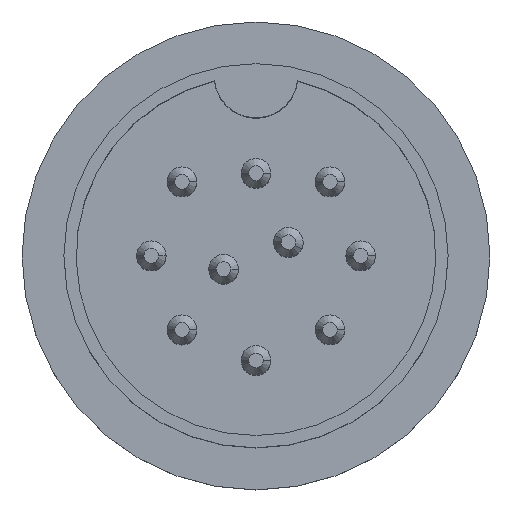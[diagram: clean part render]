
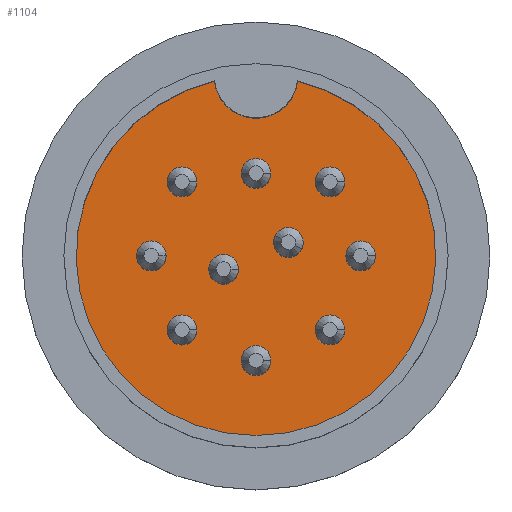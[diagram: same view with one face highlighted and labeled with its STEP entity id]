
A CAD part, top view. The second image highlights one B-rep face of the part: STEP entity #1104.
In plain terms, the highlighted planar face has unit normal (0, 0, 1).
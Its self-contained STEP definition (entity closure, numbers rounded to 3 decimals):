
#901=CARTESIAN_POINT('Axis2P3D Location',(0.,0.,0.)) ;
#906=CARTESIAN_POINT('Axis2P3D Location',(0.,7.3,0.)) ;
#910=CARTESIAN_POINT('Vertex',(1.688,7.102,0.)) ;
#912=CARTESIAN_POINT('Vertex',(-1.688,7.102,0.)) ;
#915=CARTESIAN_POINT('Axis2P3D Location',(0.,0.,0.)) ;
#924=CARTESIAN_POINT('Axis2P3D Location',(3.005,3.005,0.)) ;
#928=CARTESIAN_POINT('Vertex',(2.405,3.005,0.)) ;
#930=CARTESIAN_POINT('Vertex',(3.605,3.005,0.)) ;
#933=CARTESIAN_POINT('Axis2P3D Location',(3.005,3.005,0.)) ;
#942=CARTESIAN_POINT('Axis2P3D Location',(4.25,0.,0.)) ;
#946=CARTESIAN_POINT('Vertex',(3.65,0.,0.)) ;
#948=CARTESIAN_POINT('Vertex',(4.85,0.,0.)) ;
#951=CARTESIAN_POINT('Axis2P3D Location',(4.25,0.,0.)) ;
#960=CARTESIAN_POINT('Axis2P3D Location',(3.005,-3.005,0.)) ;
#964=CARTESIAN_POINT('Vertex',(2.405,-2.998,0.)) ;
#966=CARTESIAN_POINT('Vertex',(3.605,-3.012,0.)) ;
#969=CARTESIAN_POINT('Axis2P3D Location',(3.005,-3.005,0.)) ;
#978=CARTESIAN_POINT('Axis2P3D Location',(0.,-4.25,0.)) ;
#982=CARTESIAN_POINT('Vertex',(-0.6,-4.25,0.)) ;
#984=CARTESIAN_POINT('Vertex',(0.6,-4.25,0.)) ;
#987=CARTESIAN_POINT('Axis2P3D Location',(0.,-4.25,0.)) ;
#996=CARTESIAN_POINT('Axis2P3D Location',(-3.005,-3.005,0.)) ;
#1000=CARTESIAN_POINT('Vertex',(-3.605,-3.005,0.)) ;
#1002=CARTESIAN_POINT('Vertex',(-2.405,-3.005,0.)) ;
#1005=CARTESIAN_POINT('Axis2P3D Location',(-3.005,-3.005,0.)) ;
#1014=CARTESIAN_POINT('Axis2P3D Location',(-1.317,-0.545,0.)) ;
#1018=CARTESIAN_POINT('Vertex',(-1.917,-0.545,0.)) ;
#1020=CARTESIAN_POINT('Vertex',(-0.717,-0.545,0.)) ;
#1023=CARTESIAN_POINT('Axis2P3D Location',(-1.317,-0.545,0.)) ;
#1032=CARTESIAN_POINT('Axis2P3D Location',(1.317,0.545,0.)) ;
#1036=CARTESIAN_POINT('Vertex',(0.78,0.813,0.)) ;
#1038=CARTESIAN_POINT('Vertex',(1.854,0.278,0.)) ;
#1041=CARTESIAN_POINT('Axis2P3D Location',(1.317,0.545,0.)) ;
#1050=CARTESIAN_POINT('Axis2P3D Location',(0.,3.35,0.)) ;
#1054=CARTESIAN_POINT('Vertex',(-0.6,3.35,0.)) ;
#1056=CARTESIAN_POINT('Vertex',(0.6,3.35,0.)) ;
#1059=CARTESIAN_POINT('Axis2P3D Location',(0.,3.35,0.)) ;
#1068=CARTESIAN_POINT('Axis2P3D Location',(-3.005,3.005,0.)) ;
#1072=CARTESIAN_POINT('Vertex',(-3.605,3.005,0.)) ;
#1074=CARTESIAN_POINT('Vertex',(-2.405,3.005,0.)) ;
#1077=CARTESIAN_POINT('Axis2P3D Location',(-3.005,3.005,0.)) ;
#1086=CARTESIAN_POINT('Axis2P3D Location',(-4.25,0.,0.)) ;
#1090=CARTESIAN_POINT('Vertex',(-4.85,0.,0.)) ;
#1092=CARTESIAN_POINT('Vertex',(-3.65,0.,0.)) ;
#1095=CARTESIAN_POINT('Axis2P3D Location',(-4.25,0.,0.)) ;
#902=DIRECTION('Axis2P3D Direction',(0.,0.,1.)) ;
#903=DIRECTION('Axis2P3D XDirection',(1.,0.,0.)) ;
#907=DIRECTION('Axis2P3D Direction',(0.,0.,1.)) ;
#916=DIRECTION('Axis2P3D Direction',(0.,0.,1.)) ;
#925=DIRECTION('Axis2P3D Direction',(0.,0.,1.)) ;
#934=DIRECTION('Axis2P3D Direction',(0.,0.,1.)) ;
#943=DIRECTION('Axis2P3D Direction',(0.,0.,1.)) ;
#952=DIRECTION('Axis2P3D Direction',(0.,0.,1.)) ;
#961=DIRECTION('Axis2P3D Direction',(0.,0.,1.)) ;
#970=DIRECTION('Axis2P3D Direction',(0.,0.,1.)) ;
#979=DIRECTION('Axis2P3D Direction',(0.,0.,1.)) ;
#988=DIRECTION('Axis2P3D Direction',(0.,0.,1.)) ;
#997=DIRECTION('Axis2P3D Direction',(0.,0.,1.)) ;
#1006=DIRECTION('Axis2P3D Direction',(0.,0.,1.)) ;
#1015=DIRECTION('Axis2P3D Direction',(0.,0.,1.)) ;
#1024=DIRECTION('Axis2P3D Direction',(0.,0.,1.)) ;
#1033=DIRECTION('Axis2P3D Direction',(0.,0.,1.)) ;
#1042=DIRECTION('Axis2P3D Direction',(0.,0.,1.)) ;
#1051=DIRECTION('Axis2P3D Direction',(0.,0.,1.)) ;
#1060=DIRECTION('Axis2P3D Direction',(0.,0.,1.)) ;
#1069=DIRECTION('Axis2P3D Direction',(0.,0.,1.)) ;
#1078=DIRECTION('Axis2P3D Direction',(0.,0.,1.)) ;
#1087=DIRECTION('Axis2P3D Direction',(0.,0.,1.)) ;
#1096=DIRECTION('Axis2P3D Direction',(0.,0.,1.)) ;
#904=AXIS2_PLACEMENT_3D('Plane Axis2P3D',#901,#902,#903) ;
#908=AXIS2_PLACEMENT_3D('Circle Axis2P3D',#906,#907,$) ;
#917=AXIS2_PLACEMENT_3D('Circle Axis2P3D',#915,#916,$) ;
#926=AXIS2_PLACEMENT_3D('Circle Axis2P3D',#924,#925,$) ;
#935=AXIS2_PLACEMENT_3D('Circle Axis2P3D',#933,#934,$) ;
#944=AXIS2_PLACEMENT_3D('Circle Axis2P3D',#942,#943,$) ;
#953=AXIS2_PLACEMENT_3D('Circle Axis2P3D',#951,#952,$) ;
#962=AXIS2_PLACEMENT_3D('Circle Axis2P3D',#960,#961,$) ;
#971=AXIS2_PLACEMENT_3D('Circle Axis2P3D',#969,#970,$) ;
#980=AXIS2_PLACEMENT_3D('Circle Axis2P3D',#978,#979,$) ;
#989=AXIS2_PLACEMENT_3D('Circle Axis2P3D',#987,#988,$) ;
#998=AXIS2_PLACEMENT_3D('Circle Axis2P3D',#996,#997,$) ;
#1007=AXIS2_PLACEMENT_3D('Circle Axis2P3D',#1005,#1006,$) ;
#1016=AXIS2_PLACEMENT_3D('Circle Axis2P3D',#1014,#1015,$) ;
#1025=AXIS2_PLACEMENT_3D('Circle Axis2P3D',#1023,#1024,$) ;
#1034=AXIS2_PLACEMENT_3D('Circle Axis2P3D',#1032,#1033,$) ;
#1043=AXIS2_PLACEMENT_3D('Circle Axis2P3D',#1041,#1042,$) ;
#1052=AXIS2_PLACEMENT_3D('Circle Axis2P3D',#1050,#1051,$) ;
#1061=AXIS2_PLACEMENT_3D('Circle Axis2P3D',#1059,#1060,$) ;
#1070=AXIS2_PLACEMENT_3D('Circle Axis2P3D',#1068,#1069,$) ;
#1079=AXIS2_PLACEMENT_3D('Circle Axis2P3D',#1077,#1078,$) ;
#1088=AXIS2_PLACEMENT_3D('Circle Axis2P3D',#1086,#1087,$) ;
#1097=AXIS2_PLACEMENT_3D('Circle Axis2P3D',#1095,#1096,$) ;
#921=ORIENTED_EDGE('',*,*,#914,.T.) ;
#922=ORIENTED_EDGE('',*,*,#919,.T.) ;
#939=ORIENTED_EDGE('',*,*,#932,.F.) ;
#940=ORIENTED_EDGE('',*,*,#937,.F.) ;
#957=ORIENTED_EDGE('',*,*,#950,.F.) ;
#958=ORIENTED_EDGE('',*,*,#955,.F.) ;
#975=ORIENTED_EDGE('',*,*,#968,.F.) ;
#976=ORIENTED_EDGE('',*,*,#973,.F.) ;
#993=ORIENTED_EDGE('',*,*,#986,.F.) ;
#994=ORIENTED_EDGE('',*,*,#991,.F.) ;
#1011=ORIENTED_EDGE('',*,*,#1004,.F.) ;
#1012=ORIENTED_EDGE('',*,*,#1009,.F.) ;
#1029=ORIENTED_EDGE('',*,*,#1022,.F.) ;
#1030=ORIENTED_EDGE('',*,*,#1027,.F.) ;
#1047=ORIENTED_EDGE('',*,*,#1040,.F.) ;
#1048=ORIENTED_EDGE('',*,*,#1045,.F.) ;
#1065=ORIENTED_EDGE('',*,*,#1058,.F.) ;
#1066=ORIENTED_EDGE('',*,*,#1063,.F.) ;
#1083=ORIENTED_EDGE('',*,*,#1076,.F.) ;
#1084=ORIENTED_EDGE('',*,*,#1081,.F.) ;
#1101=ORIENTED_EDGE('',*,*,#1094,.F.) ;
#1102=ORIENTED_EDGE('',*,*,#1099,.F.) ;
#941=FACE_BOUND('',#938,.T.) ;
#959=FACE_BOUND('',#956,.T.) ;
#977=FACE_BOUND('',#974,.T.) ;
#995=FACE_BOUND('',#992,.T.) ;
#1013=FACE_BOUND('',#1010,.T.) ;
#1031=FACE_BOUND('',#1028,.T.) ;
#1049=FACE_BOUND('',#1046,.T.) ;
#1067=FACE_BOUND('',#1064,.T.) ;
#1085=FACE_BOUND('',#1082,.T.) ;
#1103=FACE_BOUND('',#1100,.T.) ;
#1104=ADVANCED_FACE('PartBody',(#923,#941,#959,#977,#995,#1013,#1031,#1049,#1067,#1085,#1103),#905,.T.) ;
#909=CIRCLE('generated circle',#908,1.7) ;
#918=CIRCLE('generated circle',#917,7.3) ;
#927=CIRCLE('generated circle',#926,0.6) ;
#936=CIRCLE('generated circle',#935,0.6) ;
#945=CIRCLE('generated circle',#944,0.6) ;
#954=CIRCLE('generated circle',#953,0.6) ;
#963=CIRCLE('generated circle',#962,0.6) ;
#972=CIRCLE('generated circle',#971,0.6) ;
#981=CIRCLE('generated circle',#980,0.6) ;
#990=CIRCLE('generated circle',#989,0.6) ;
#999=CIRCLE('generated circle',#998,0.6) ;
#1008=CIRCLE('generated circle',#1007,0.6) ;
#1017=CIRCLE('generated circle',#1016,0.6) ;
#1026=CIRCLE('generated circle',#1025,0.6) ;
#1035=CIRCLE('generated circle',#1034,0.6) ;
#1044=CIRCLE('generated circle',#1043,0.6) ;
#1053=CIRCLE('generated circle',#1052,0.6) ;
#1062=CIRCLE('generated circle',#1061,0.6) ;
#1071=CIRCLE('generated circle',#1070,0.6) ;
#1080=CIRCLE('generated circle',#1079,0.6) ;
#1089=CIRCLE('generated circle',#1088,0.6) ;
#1098=CIRCLE('generated circle',#1097,0.6) ;
#914=EDGE_CURVE('',#911,#913,#909,.F.) ;
#919=EDGE_CURVE('',#913,#911,#918,.T.) ;
#932=EDGE_CURVE('',#929,#931,#927,.T.) ;
#937=EDGE_CURVE('',#931,#929,#936,.T.) ;
#950=EDGE_CURVE('',#947,#949,#945,.T.) ;
#955=EDGE_CURVE('',#949,#947,#954,.T.) ;
#968=EDGE_CURVE('',#965,#967,#963,.T.) ;
#973=EDGE_CURVE('',#967,#965,#972,.T.) ;
#986=EDGE_CURVE('',#983,#985,#981,.T.) ;
#991=EDGE_CURVE('',#985,#983,#990,.T.) ;
#1004=EDGE_CURVE('',#1001,#1003,#999,.T.) ;
#1009=EDGE_CURVE('',#1003,#1001,#1008,.T.) ;
#1022=EDGE_CURVE('',#1019,#1021,#1017,.T.) ;
#1027=EDGE_CURVE('',#1021,#1019,#1026,.T.) ;
#1040=EDGE_CURVE('',#1037,#1039,#1035,.T.) ;
#1045=EDGE_CURVE('',#1039,#1037,#1044,.T.) ;
#1058=EDGE_CURVE('',#1055,#1057,#1053,.T.) ;
#1063=EDGE_CURVE('',#1057,#1055,#1062,.T.) ;
#1076=EDGE_CURVE('',#1073,#1075,#1071,.T.) ;
#1081=EDGE_CURVE('',#1075,#1073,#1080,.T.) ;
#1094=EDGE_CURVE('',#1091,#1093,#1089,.T.) ;
#1099=EDGE_CURVE('',#1093,#1091,#1098,.T.) ;
#920=EDGE_LOOP('',(#921,#922)) ;
#938=EDGE_LOOP('',(#939,#940)) ;
#956=EDGE_LOOP('',(#957,#958)) ;
#974=EDGE_LOOP('',(#975,#976)) ;
#992=EDGE_LOOP('',(#993,#994)) ;
#1010=EDGE_LOOP('',(#1011,#1012)) ;
#1028=EDGE_LOOP('',(#1029,#1030)) ;
#1046=EDGE_LOOP('',(#1047,#1048)) ;
#1064=EDGE_LOOP('',(#1065,#1066)) ;
#1082=EDGE_LOOP('',(#1083,#1084)) ;
#1100=EDGE_LOOP('',(#1101,#1102)) ;
#923=FACE_OUTER_BOUND('',#920,.T.) ;
#905=PLANE('',#904) ;
#911=VERTEX_POINT('',#910) ;
#913=VERTEX_POINT('',#912) ;
#929=VERTEX_POINT('',#928) ;
#931=VERTEX_POINT('',#930) ;
#947=VERTEX_POINT('',#946) ;
#949=VERTEX_POINT('',#948) ;
#965=VERTEX_POINT('',#964) ;
#967=VERTEX_POINT('',#966) ;
#983=VERTEX_POINT('',#982) ;
#985=VERTEX_POINT('',#984) ;
#1001=VERTEX_POINT('',#1000) ;
#1003=VERTEX_POINT('',#1002) ;
#1019=VERTEX_POINT('',#1018) ;
#1021=VERTEX_POINT('',#1020) ;
#1037=VERTEX_POINT('',#1036) ;
#1039=VERTEX_POINT('',#1038) ;
#1055=VERTEX_POINT('',#1054) ;
#1057=VERTEX_POINT('',#1056) ;
#1073=VERTEX_POINT('',#1072) ;
#1075=VERTEX_POINT('',#1074) ;
#1091=VERTEX_POINT('',#1090) ;
#1093=VERTEX_POINT('',#1092) ;
